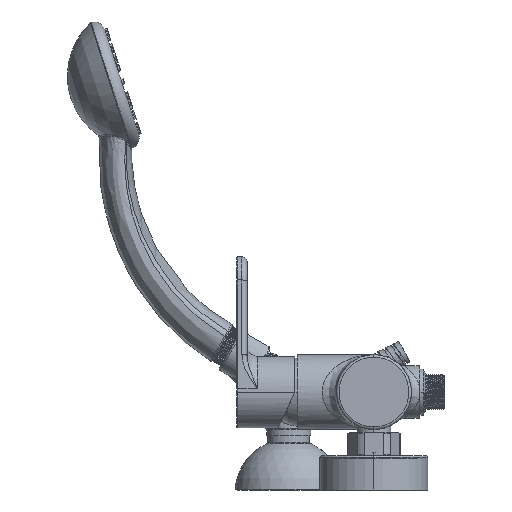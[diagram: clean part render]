
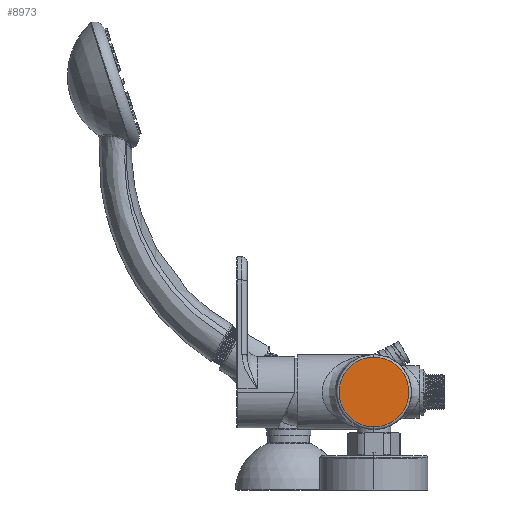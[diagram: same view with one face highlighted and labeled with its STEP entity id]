
A CAD part, left-side view. The second image highlights one B-rep face of the part: STEP entity #8973.
In plain terms, the highlighted planar face has unit normal (-1, 0, 0).
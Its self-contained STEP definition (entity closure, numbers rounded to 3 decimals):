
#3084=CARTESIAN_POINT('',(-90.5,0.,0.));
#3085=DIRECTION('',(1.,0.,0.));
#3086=DIRECTION('',(0.,0.,1.));
#3087=AXIS2_PLACEMENT_3D('',#3084,#3085,#3086);
#3092=CARTESIAN_POINT('',(-90.5,0.,0.));
#3093=DIRECTION('',(1.,0.,0.));
#3094=DIRECTION('',(0.,0.,-1.));
#3095=AXIS2_PLACEMENT_3D('',#3092,#3093,#3094);
#3775=CARTESIAN_POINT('',(-90.5,0.,20.5));
#3776=CARTESIAN_POINT('',(-90.5,0.,-20.5));
#3777=VERTEX_POINT('',#3775);
#3778=VERTEX_POINT('',#3776);
#8964=CARTESIAN_POINT('',(-90.5,-30.,-40.));
#8965=DIRECTION('',(1.,0.,0.));
#8966=DIRECTION('',(0.,1.,0.));
#8967=AXIS2_PLACEMENT_3D('',#8964,#8965,#8966);
#8968=PLANE('',#8967);
#8969=ORIENTED_EDGE('',*,*,#7747,.T.);
#8970=ORIENTED_EDGE('',*,*,#7725,.T.);
#8971=EDGE_LOOP('',(#8969,#8970));
#8972=FACE_OUTER_BOUND('',#8971,.F.);
#8973=ADVANCED_FACE('',(#8972),#8968,.F.);
#3088=CIRCLE('',#3087,20.5);
#3096=CIRCLE('',#3095,20.5);
#7725=EDGE_CURVE('',#3778,#3777,#3096,.T.);
#7747=EDGE_CURVE('',#3777,#3778,#3088,.T.);
